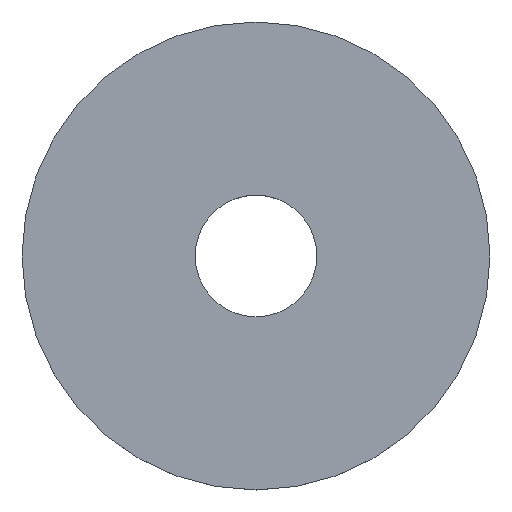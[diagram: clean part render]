
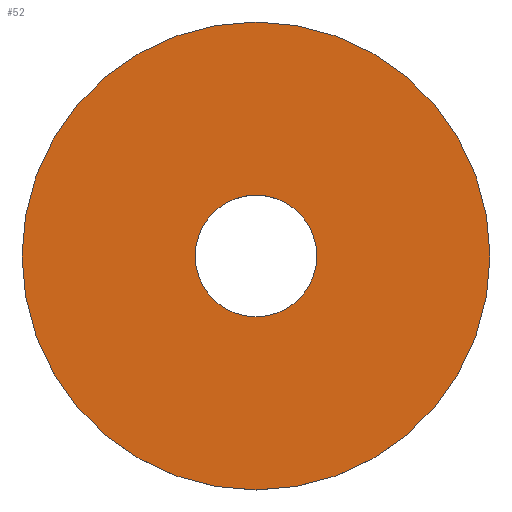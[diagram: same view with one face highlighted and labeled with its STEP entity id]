
A CAD part, top view. The second image highlights one B-rep face of the part: STEP entity #52.
In plain terms, the highlighted planar face has unit normal (0, 0, 1).
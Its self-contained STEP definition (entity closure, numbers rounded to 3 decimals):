
#3 = CIRCLE ( 'NONE', #63, 25. ) ;
#4 = EDGE_LOOP ( 'NONE', ( #29 ) ) ;
#14 = CARTESIAN_POINT ( 'NONE',  ( 0., 25., 1.4 ) ) ;
#17 = AXIS2_PLACEMENT_3D ( 'NONE', #82, #107, #119 ) ;
#29 = ORIENTED_EDGE ( 'NONE', *, *, #104, .T. ) ;
#30 = ORIENTED_EDGE ( 'NONE', *, *, #168, .F. ) ;
#32 = DIRECTION ( 'NONE',  ( 0., 1., 0. ) ) ;
#52 = ADVANCED_FACE ( 'NONE', ( #55, #70 ), #145, .T. ) ;
#55 = FACE_BOUND ( 'NONE', #4, .T. ) ;
#61 = CARTESIAN_POINT ( 'NONE',  ( 0., 6.5, 1.4 ) ) ;
#63 = AXIS2_PLACEMENT_3D ( 'NONE', #84, #99, #98 ) ;
#70 = FACE_OUTER_BOUND ( 'NONE', #93, .T. ) ;
#71 = VERTEX_POINT ( 'NONE', #61 ) ;
#82 = CARTESIAN_POINT ( 'NONE',  ( 0., 6.5, 1.4 ) ) ;
#84 = CARTESIAN_POINT ( 'NONE',  ( 0., 0., 1.4 ) ) ;
#90 = CIRCLE ( 'NONE', #162, 6.5 ) ;
#93 = EDGE_LOOP ( 'NONE', ( #30 ) ) ;
#96 = CARTESIAN_POINT ( 'NONE',  ( 0., 0., 1.4 ) ) ;
#98 = DIRECTION ( 'NONE',  ( 0., 1., 0. ) ) ;
#99 = DIRECTION ( 'NONE',  ( 0., 0., -1. ) ) ;
#104 = EDGE_CURVE ( 'NONE', #71, #71, #90, .T. ) ;
#107 = DIRECTION ( 'NONE',  ( 0., 0., 1. ) ) ;
#119 = DIRECTION ( 'NONE',  ( 0., -1., 0. ) ) ;
#133 = VERTEX_POINT ( 'NONE', #14 ) ;
#145 = PLANE ( 'NONE',  #17 ) ;
#147 = DIRECTION ( 'NONE',  ( 0., 0., -1. ) ) ;
#162 = AXIS2_PLACEMENT_3D ( 'NONE', #96, #147, #32 ) ;
#168 = EDGE_CURVE ( 'NONE', #133, #133, #3, .T. ) ;
